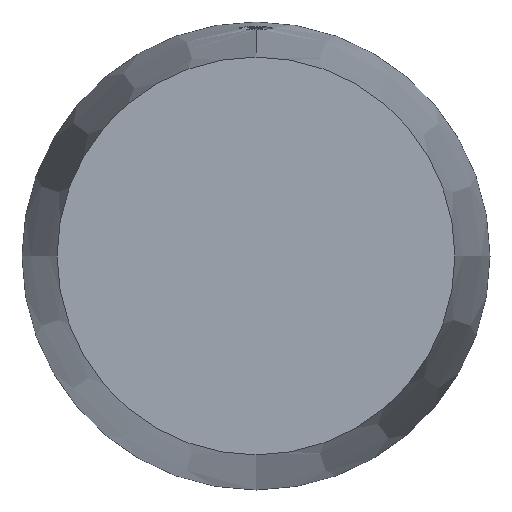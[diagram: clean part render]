
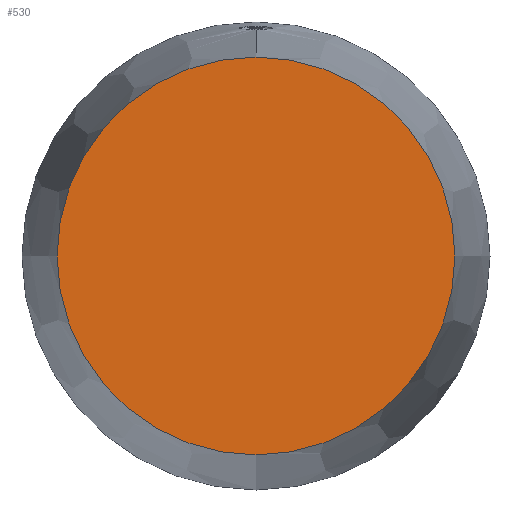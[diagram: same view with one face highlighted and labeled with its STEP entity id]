
A CAD part, front view. The second image highlights one B-rep face of the part: STEP entity #530.
In plain terms, the highlighted planar face has unit normal (0, -1, 0).
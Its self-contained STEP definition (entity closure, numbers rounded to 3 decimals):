
#28 = CARTESIAN_POINT ( 'NONE',  ( 0., 0., 0. ) ) ;
#69 = CARTESIAN_POINT ( 'NONE',  ( 0., 0., 595.014 ) ) ;
#91 = EDGE_CURVE ( 'NONE', #689, #948, #275, .T. ) ;
#165 = CIRCLE ( 'NONE', #1139, 595.014 ) ;
#275 = CIRCLE ( 'NONE', #806, 595.014 ) ;
#290 = CARTESIAN_POINT ( 'NONE',  ( 0., 0., -595.014 ) ) ;
#312 = AXIS2_PLACEMENT_3D ( 'NONE', #28, #411, #757 ) ;
#411 = DIRECTION ( 'NONE',  ( 0., -1., 0. ) ) ;
#455 = CARTESIAN_POINT ( 'NONE',  ( 0., 0., 0. ) ) ;
#499 = ORIENTED_EDGE ( 'NONE', *, *, #91, .T. ) ;
#502 = EDGE_CURVE ( 'NONE', #948, #689, #165, .T. ) ;
#520 = ORIENTED_EDGE ( 'NONE', *, *, #502, .T. ) ;
#530 = ADVANCED_FACE ( 'NONE', ( #850 ), #840, .T. ) ;
#532 = DIRECTION ( 'NONE',  ( 0., -1., 0. ) ) ;
#689 = VERTEX_POINT ( 'NONE', #69 ) ;
#757 = DIRECTION ( 'NONE',  ( 0., 0., -1. ) ) ;
#803 = DIRECTION ( 'NONE',  ( 0., 0., -1. ) ) ;
#804 = DIRECTION ( 'NONE',  ( 0., 0., -1. ) ) ;
#806 = AXIS2_PLACEMENT_3D ( 'NONE', #455, #532, #803 ) ;
#840 = PLANE ( 'NONE',  #312 ) ;
#850 = FACE_OUTER_BOUND ( 'NONE', #888, .T. ) ;
#888 = EDGE_LOOP ( 'NONE', ( #499, #520 ) ) ;
#948 = VERTEX_POINT ( 'NONE', #290 ) ;
#999 = CARTESIAN_POINT ( 'NONE',  ( 0., 0., 0. ) ) ;
#1139 = AXIS2_PLACEMENT_3D ( 'NONE', #999, #1187, #804 ) ;
#1187 = DIRECTION ( 'NONE',  ( 0., -1., 0. ) ) ;
